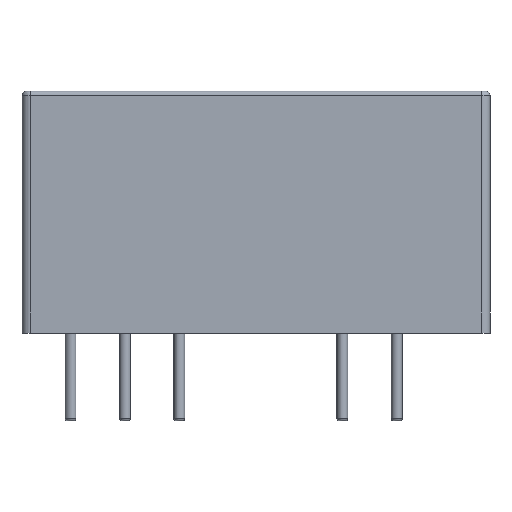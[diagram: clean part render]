
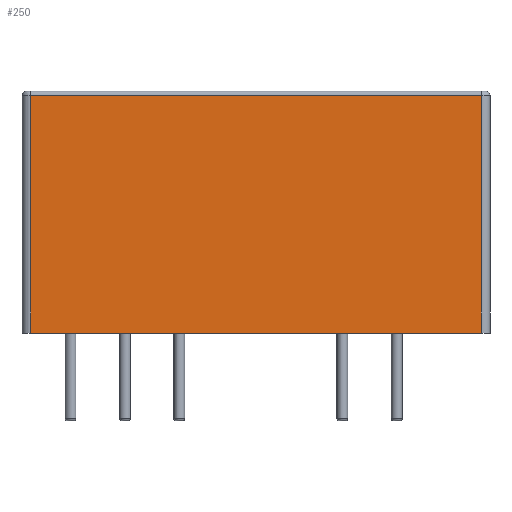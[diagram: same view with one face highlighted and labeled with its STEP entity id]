
A CAD part, front view. The second image highlights one B-rep face of the part: STEP entity #250.
In plain terms, the highlighted planar face has unit normal (0, -1, 0).
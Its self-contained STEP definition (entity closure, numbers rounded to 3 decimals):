
#13=DIRECTION('',(0.,0.,1.));
#87=DIRECTION('',(0.,-1.,0.));
#90=VERTEX_POINT('',#91);
#91=CARTESIAN_POINT('',(19.19,-5.005,0.1));
#97=EDGE_CURVE('',#90,#98,#100,.T.);
#98=VERTEX_POINT('',#99);
#99=CARTESIAN_POINT('',(-1.86,-5.005,0.1));
#100=LINE('',#101,#102);
#101=CARTESIAN_POINT('',(19.6,-5.005,0.1));
#102=VECTOR('',#103,1.);
#103=DIRECTION('',(-1.,0.,0.));
#188=VECTOR('',#13,1.);
#222=EDGE_CURVE('',#90,#223,#225,.T.);
#223=VERTEX_POINT('',#224);
#224=CARTESIAN_POINT('',(19.19,-5.005,11.195));
#225=LINE('',#91,#188);
#250=ADVANCED_FACE('',(#251),#263,.T.);
#251=FACE_BOUND('',#252,.T.);
#252=EDGE_LOOP('',(#253,#254,#259,#262));
#253=ORIENTED_EDGE('',*,*,#222,.T.);
#254=ORIENTED_EDGE('',*,*,#255,.T.);
#255=EDGE_CURVE('',#223,#256,#258,.T.);
#256=VERTEX_POINT('',#257);
#257=CARTESIAN_POINT('',(-1.86,-5.005,11.195));
#258=LINE('',#224,#102);
#259=ORIENTED_EDGE('',*,*,#260,.F.);
#260=EDGE_CURVE('',#98,#256,#261,.T.);
#261=LINE('',#99,#188);
#262=ORIENTED_EDGE('',*,*,#97,.F.);
#263=PLANE('',#264);
#264=AXIS2_PLACEMENT_3D('',#101,#87,#103);
